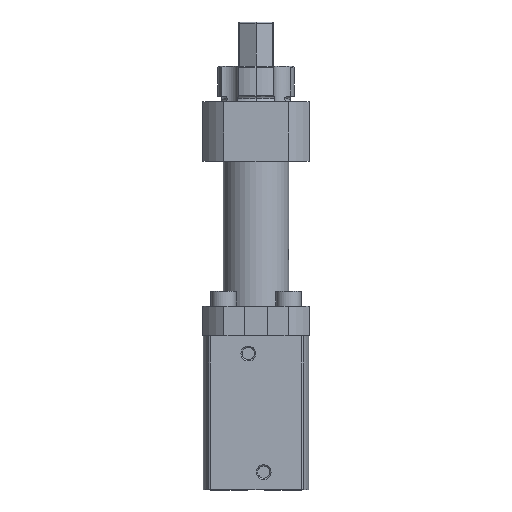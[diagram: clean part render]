
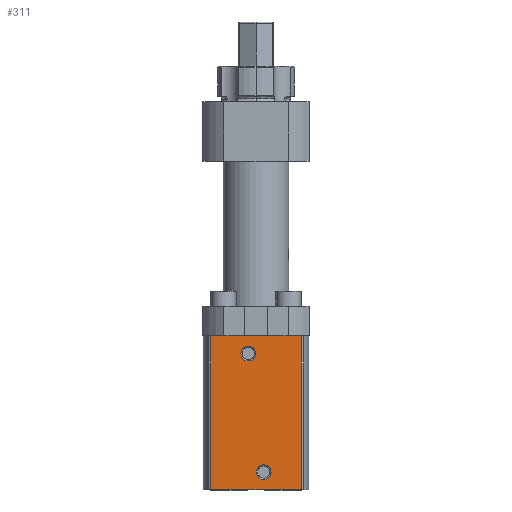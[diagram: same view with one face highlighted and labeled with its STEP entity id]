
A CAD part, top view. The second image highlights one B-rep face of the part: STEP entity #311.
In plain terms, the highlighted planar face has unit normal (0, 0, 1).
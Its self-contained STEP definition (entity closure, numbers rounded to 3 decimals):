
#311 = ADVANCED_FACE ( 'NONE', ( #3715, #3716, #3717 ), #3718, .T. ) ;
#1033 = CARTESIAN_POINT ( 'NONE',  ( -2.6, -6., 17.75 ) ) ;
#1034 = DIRECTION ( 'NONE',  ( 0., 0., -1. ) ) ;
#1035 = DIRECTION ( 'NONE',  ( 0., -1., 0. ) ) ;
#1048 = CARTESIAN_POINT ( 'NONE',  ( 2.6, -46., 17.75 ) ) ;
#1049 = DIRECTION ( 'NONE',  ( 0., 0., -1. ) ) ;
#1050 = DIRECTION ( 'NONE',  ( 0., -1., 0. ) ) ;
#1427 = VERTEX_POINT ( 'NONE', #3881 ) ;
#1431 = VERTEX_POINT ( 'NONE', #3883 ) ;
#1586 = VERTEX_POINT ( 'NONE', #3965 ) ;
#1592 = VERTEX_POINT ( 'NONE', #3968 ) ;
#1597 = VERTEX_POINT ( 'NONE', #3971 ) ;
#1602 = VERTEX_POINT ( 'NONE', #3976 ) ;
#1604 = VERTEX_POINT ( 'NONE', #3978 ) ;
#1606 = VERTEX_POINT ( 'NONE', #3980 ) ;
#3706 = DIRECTION ( 'NONE',  ( 0., 0., 1. ) ) ;
#3714 = CARTESIAN_POINT ( 'NONE',  ( -15.363, 0., 17.75 ) ) ;
#3715 = FACE_OUTER_BOUND ( 'NONE', #6418, .T. ) ;
#3716 = FACE_BOUND ( 'NONE', #6412, .T. ) ;
#3717 = FACE_BOUND ( 'NONE', #6421, .T. ) ;
#3718 = PLANE ( 'NONE',  #9935 ) ;
#3719 = DIRECTION ( 'NONE',  ( 0., -1., 0. ) ) ;
#3881 = CARTESIAN_POINT ( 'NONE',  ( 2.6, -43.5, 17.75 ) ) ;
#3883 = CARTESIAN_POINT ( 'NONE',  ( 2.6, -48.5, 17.75 ) ) ;
#3965 = CARTESIAN_POINT ( 'NONE',  ( -15.363, 0., 17.75 ) ) ;
#3968 = CARTESIAN_POINT ( 'NONE',  ( -2.6, -8.5, 17.75 ) ) ;
#3971 = CARTESIAN_POINT ( 'NONE',  ( -2.6, -3.5, 17.75 ) ) ;
#3976 = CARTESIAN_POINT ( 'NONE',  ( 15.363, 0., 17.75 ) ) ;
#3978 = CARTESIAN_POINT ( 'NONE',  ( -15.363, -52., 17.75 ) ) ;
#3980 = CARTESIAN_POINT ( 'NONE',  ( 15.363, -52., 17.75 ) ) ;
#5222 = VECTOR ( 'NONE', #10335, 1000. ) ;
#5226 = VECTOR ( 'NONE', #10333, 1000. ) ;
#5353 = CIRCLE ( 'NONE', #5366, 2.5 ) ;
#5362 = CIRCLE ( 'NONE', #5364, 2.5 ) ;
#5364 = AXIS2_PLACEMENT_3D ( 'NONE', #10689, #10690, #10691 ) ;
#5366 = AXIS2_PLACEMENT_3D ( 'NONE', #10693, #10694, #10695 ) ;
#5367 = VECTOR ( 'NONE', #10699, 1000. ) ;
#5372 = VECTOR ( 'NONE', #10710, 1000. ) ;
#6013 = CIRCLE ( 'NONE', #6026, 2.5 ) ;
#6026 = AXIS2_PLACEMENT_3D ( 'NONE', #1033, #1034, #1035 ) ;
#6028 = CIRCLE ( 'NONE', #6033, 2.5 ) ;
#6033 = AXIS2_PLACEMENT_3D ( 'NONE', #1048, #1049, #1050 ) ;
#6412 = EDGE_LOOP ( 'NONE', ( #7335, #7336 ) ) ;
#6418 = EDGE_LOOP ( 'NONE', ( #7331, #7332, #7333, #7334 ) ) ;
#6421 = EDGE_LOOP ( 'NONE', ( #7337, #7338 ) ) ;
#7331 = ORIENTED_EDGE ( 'NONE', *, *, #8835, .T. ) ;
#7332 = ORIENTED_EDGE ( 'NONE', *, *, #8836, .T. ) ;
#7333 = ORIENTED_EDGE ( 'NONE', *, *, #8958, .T. ) ;
#7334 = ORIENTED_EDGE ( 'NONE', *, *, #8961, .T. ) ;
#7335 = ORIENTED_EDGE ( 'NONE', *, *, #11154, .T. ) ;
#7336 = ORIENTED_EDGE ( 'NONE', *, *, #8956, .T. ) ;
#7337 = ORIENTED_EDGE ( 'NONE', *, *, #11159, .T. ) ;
#7338 = ORIENTED_EDGE ( 'NONE', *, *, #8955, .T. ) ;
#8835 = EDGE_CURVE ( 'NONE', #1602, #1586, #10328, .T. ) ;
#8836 = EDGE_CURVE ( 'NONE', #1586, #1604, #10326, .T. ) ;
#8955 = EDGE_CURVE ( 'NONE', #1427, #1431, #5362, .T. ) ;
#8956 = EDGE_CURVE ( 'NONE', #1597, #1592, #5353, .T. ) ;
#8958 = EDGE_CURVE ( 'NONE', #1604, #1606, #10684, .T. ) ;
#8961 = EDGE_CURVE ( 'NONE', #1606, #1602, #10700, .T. ) ;
#9935 = AXIS2_PLACEMENT_3D ( 'NONE', #3714, #3706, #3719 ) ;
#10321 = CARTESIAN_POINT ( 'NONE',  ( -15.363, 0., 17.75 ) ) ;
#10326 = LINE ( 'NONE', #10334, #5222 ) ;
#10328 = LINE ( 'NONE', #10321, #5226 ) ;
#10333 = DIRECTION ( 'NONE',  ( -1., 0., 0. ) ) ;
#10334 = CARTESIAN_POINT ( 'NONE',  ( -15.363, 0., 17.75 ) ) ;
#10335 = DIRECTION ( 'NONE',  ( 0., -1., 0. ) ) ;
#10684 = LINE ( 'NONE', #10692, #5367 ) ;
#10689 = CARTESIAN_POINT ( 'NONE',  ( 2.6, -46., 17.75 ) ) ;
#10690 = DIRECTION ( 'NONE',  ( 0., 0., -1. ) ) ;
#10691 = DIRECTION ( 'NONE',  ( 0., -1., 0. ) ) ;
#10692 = CARTESIAN_POINT ( 'NONE',  ( -15.363, -52., 17.75 ) ) ;
#10693 = CARTESIAN_POINT ( 'NONE',  ( -2.6, -6., 17.75 ) ) ;
#10694 = DIRECTION ( 'NONE',  ( 0., 0., -1. ) ) ;
#10695 = DIRECTION ( 'NONE',  ( 0., -1., 0. ) ) ;
#10699 = DIRECTION ( 'NONE',  ( 1., 0., 0. ) ) ;
#10700 = LINE ( 'NONE', #10701, #5372 ) ;
#10701 = CARTESIAN_POINT ( 'NONE',  ( 15.363, 0., 17.75 ) ) ;
#10710 = DIRECTION ( 'NONE',  ( 0., 1., 0. ) ) ;
#11154 = EDGE_CURVE ( 'NONE', #1592, #1597, #6013, .T. ) ;
#11159 = EDGE_CURVE ( 'NONE', #1431, #1427, #6028, .T. ) ;
